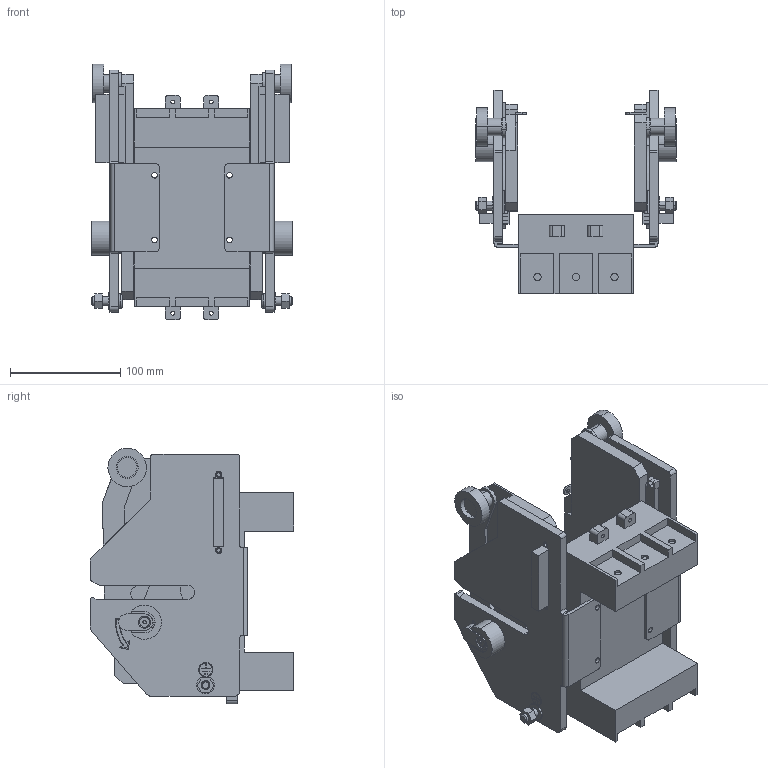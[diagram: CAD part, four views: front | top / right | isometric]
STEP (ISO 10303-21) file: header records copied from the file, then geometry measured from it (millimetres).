
FILE_DESCRIPTION (( 'STEP AP214' ), '1' );
FILE_NAME ('250 drawer type 35.STEP', '2025-07-01T08:21:20', ( '' ), ( '' ), 'SwSTEP 2.0', 'SolidWorks 2022', '' );
FILE_SCHEMA (( 'AUTOMOTIVE_DESIGN' ));
Length unit declared in the file: millimetre
Products named in the file (1): 250 drawer type 35
Bounding box: 183.13 x 185 x 232.35 mm (x, y, z)
Volume: 1445349.1 mm3; surface area: 323381 mm2
Topology: 1 solids, 30 shells, 1348 faces, 3505 edges, 2284 vertices
Faces by surface type: plane 794, cylinder 448, torus 50, cone 48, bspline 8
Entity records: 42049 total; most frequent: CARTESIAN_POINT 8141, DIRECTION 7200, ORIENTED_EDGE 7010, EDGE_CURVE 3505, AXIS2_PLACEMENT_3D 2498, VERTEX_POINT 2284, LINE 2204, VECTOR 2204
